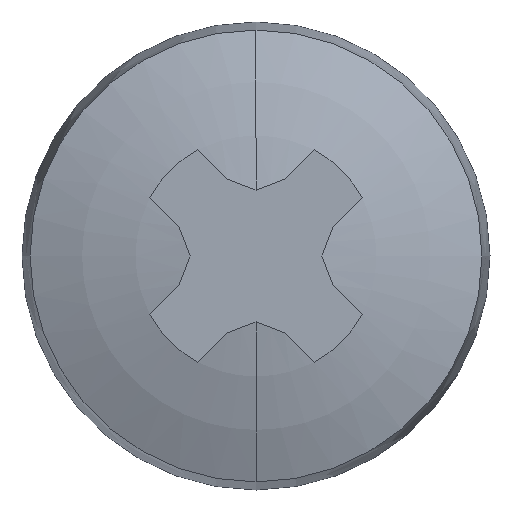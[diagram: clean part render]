
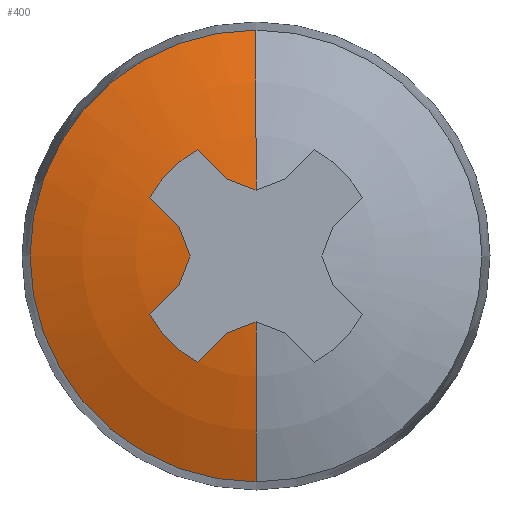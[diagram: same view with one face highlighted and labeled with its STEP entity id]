
A CAD part, left-side view. The second image highlights one B-rep face of the part: STEP entity #400.
In plain terms, the highlighted toroidal (fillet/blend) face has major radius 0.005 mm and minor radius 10.406 mm.
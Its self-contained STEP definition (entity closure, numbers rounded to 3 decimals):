
#5 = EDGE_CURVE ( 'NONE', #879, #1204, #547, .T. ) ;
#33 = CARTESIAN_POINT ( 'NONE',  ( -2.399, 0.505, 1.363 ) ) ;
#68 = ORIENTED_EDGE ( 'NONE', *, *, #189, .T. ) ;
#81 = CARTESIAN_POINT ( 'NONE',  ( -2.435, 1.169, 0. ) ) ;
#91 = FACE_OUTER_BOUND ( 'NONE', #759, .T. ) ;
#94 = CARTESIAN_POINT ( 'NONE',  ( -2.415, 1.298, -0.337 ) ) ;
#103 = CARTESIAN_POINT ( 'NONE',  ( 7.906, 0., 0. ) ) ;
#122 = CARTESIAN_POINT ( 'NONE',  ( -2.326, 1.709, 0.864 ) ) ;
#149 = CARTESIAN_POINT ( 'NONE',  ( -2.427, 1.234, -0.169 ) ) ;
#151 = EDGE_CURVE ( 'NONE', #646, #1033, #1179, .T. ) ;
#160 = B_SPLINE_CURVE_WITH_KNOTS ( 'NONE', 3,
 ( #933, #230, #223, #638 ),
 .UNSPECIFIED., .F., .F.,
 ( 4, 4 ),
 ( 0., 0.001 ),
 .UNSPECIFIED. ) ;
#175 = CARTESIAN_POINT ( 'NONE',  ( -2.277, 0., 0. ) ) ;
#183 = EDGE_CURVE ( 'NONE', #803, #879, #401, .T. ) ;
#189 = EDGE_CURVE ( 'NONE', #513, #803, #1209, .T. ) ;
#192 = ORIENTED_EDGE ( 'NONE', *, *, #5, .T. ) ;
#193 = CARTESIAN_POINT ( 'NONE',  ( -1.7, 0., -4.006 ) ) ;
#204 = CARTESIAN_POINT ( 'NONE',  ( -2.415, 1.298, 0.337 ) ) ;
#223 = CARTESIAN_POINT ( 'NONE',  ( -2.367, 1.536, -0.685 ) ) ;
#230 = CARTESIAN_POINT ( 'NONE',  ( -2.326, 1.709, -0.864 ) ) ;
#234 = ORIENTED_EDGE ( 'NONE', *, *, #603, .T. ) ;
#248 = ORIENTED_EDGE ( 'NONE', *, *, #687, .T. ) ;
#257 = VERTEX_POINT ( 'NONE', #741 ) ;
#268 = CARTESIAN_POINT ( 'NONE',  ( -2.415, 0.337, -1.298 ) ) ;
#281 = CARTESIAN_POINT ( 'NONE',  ( -2.326, 0.864, 1.709 ) ) ;
#293 = CARTESIAN_POINT ( 'NONE',  ( -2.399, 1.363, -0.505 ) ) ;
#296 = VERTEX_POINT ( 'NONE', #447 ) ;
#300 = CARTESIAN_POINT ( 'NONE',  ( -2.435, 1.169, 0. ) ) ;
#301 = EDGE_CURVE ( 'NONE', #897, #296, #534, .T. ) ;
#320 = CIRCLE ( 'NONE', #1183, 4.006 ) ;
#322 = CARTESIAN_POINT ( 'NONE',  ( -2.277, 1.042, -1.881 ) ) ;
#343 = CARTESIAN_POINT ( 'NONE',  ( -1.7, 0., 0. ) ) ;
#358 = ORIENTED_EDGE ( 'NONE', *, *, #183, .T. ) ;
#362 = VERTEX_POINT ( 'NONE', #193 ) ;
#395 = CARTESIAN_POINT ( 'NONE',  ( -2.415, 0.337, 1.298 ) ) ;
#400 = ADVANCED_FACE ( 'NONE', ( #91 ), #565, .T. ) ;
#401 = B_SPLINE_CURVE_WITH_KNOTS ( 'NONE', 3,
 ( #948, #1006, #421, #322 ),
 .UNSPECIFIED., .F., .F.,
 ( 4, 4 ),
 ( 0., 0.001 ),
 .UNSPECIFIED. ) ;
#421 = CARTESIAN_POINT ( 'NONE',  ( -2.326, 0.864, -1.709 ) ) ;
#423 = CARTESIAN_POINT ( 'NONE',  ( -2.277, 1.042, -1.881 ) ) ;
#436 = B_SPLINE_CURVE_WITH_KNOTS ( 'NONE', 3,
 ( #81, #1031, #204, #748 ),
 .UNSPECIFIED., .F., .F.,
 ( 4, 4 ),
 ( 0., 0.001 ),
 .UNSPECIFIED. ) ;
#443 = CARTESIAN_POINT ( 'NONE',  ( 7.906, 0., -0.005 ) ) ;
#447 = CARTESIAN_POINT ( 'NONE',  ( -2.277, 1.881, 1.042 ) ) ;
#456 = CIRCLE ( 'NONE', #880, 10.406 ) ;
#462 = AXIS2_PLACEMENT_3D ( 'NONE', #103, #678, #1174 ) ;
#477 = B_SPLINE_CURVE_WITH_KNOTS ( 'NONE', 3,
 ( #1050, #395, #1075, #1162 ),
 .UNSPECIFIED., .F., .F.,
 ( 4, 4 ),
 ( 0., 0.001 ),
 .UNSPECIFIED. ) ;
#480 = CARTESIAN_POINT ( 'NONE',  ( -2.399, 1.363, 0.505 ) ) ;
#507 = DIRECTION ( 'NONE',  ( 0., -1., 0. ) ) ;
#511 = CARTESIAN_POINT ( 'NONE',  ( -2.277, 0., 0. ) ) ;
#513 = VERTEX_POINT ( 'NONE', #895 ) ;
#516 = DIRECTION ( 'NONE',  ( 1., 0., 0. ) ) ;
#521 = DIRECTION ( 'NONE',  ( 0., 0., -1. ) ) ;
#534 = B_SPLINE_CURVE_WITH_KNOTS ( 'NONE', 3,
 ( #480, #1193, #122, #1028 ),
 .UNSPECIFIED., .F., .F.,
 ( 4, 4 ),
 ( 0., 0.001 ),
 .UNSPECIFIED. ) ;
#536 = CARTESIAN_POINT ( 'NONE',  ( -2.435, 1.169, 0. ) ) ;
#537 = EDGE_CURVE ( 'NONE', #1033, #257, #477, .T. ) ;
#547 = CIRCLE ( 'NONE', #572, 2.15 ) ;
#565 = TOROIDAL_SURFACE ( 'NONE', #462, 0.005, 10.406 ) ;
#572 = AXIS2_PLACEMENT_3D ( 'NONE', #511, #1213, #592 ) ;
#586 = VERTEX_POINT ( 'NONE', #293 ) ;
#591 = CARTESIAN_POINT ( 'NONE',  ( -2.435, 0., -1.169 ) ) ;
#592 = DIRECTION ( 'NONE',  ( 0., 0., -1. ) ) ;
#603 = EDGE_CURVE ( 'NONE', #749, #897, #436, .T. ) ;
#607 = CARTESIAN_POINT ( 'NONE',  ( -2.399, 0.505, -1.363 ) ) ;
#618 = ORIENTED_EDGE ( 'NONE', *, *, #965, .T. ) ;
#620 = DIRECTION ( 'NONE',  ( 0., 1., 0. ) ) ;
#622 = CARTESIAN_POINT ( 'NONE',  ( -2.277, 1.881, -1.042 ) ) ;
#638 = CARTESIAN_POINT ( 'NONE',  ( -2.399, 1.363, -0.505 ) ) ;
#639 = CARTESIAN_POINT ( 'NONE',  ( -2.399, 0.505, 1.363 ) ) ;
#646 = VERTEX_POINT ( 'NONE', #1096 ) ;
#678 = DIRECTION ( 'NONE',  ( 1., 0., 0. ) ) ;
#682 = ORIENTED_EDGE ( 'NONE', *, *, #301, .T. ) ;
#683 = ORIENTED_EDGE ( 'NONE', *, *, #799, .F. ) ;
#687 = EDGE_CURVE ( 'NONE', #1204, #586, #160, .T. ) ;
#695 = CARTESIAN_POINT ( 'NONE',  ( -2.277, 1.042, 1.881 ) ) ;
#710 = ORIENTED_EDGE ( 'NONE', *, *, #537, .T. ) ;
#716 = ORIENTED_EDGE ( 'NONE', *, *, #990, .T. ) ;
#741 = CARTESIAN_POINT ( 'NONE',  ( -2.435, 0., 1.169 ) ) ;
#747 = CARTESIAN_POINT ( 'NONE',  ( -2.399, 1.363, 0.505 ) ) ;
#748 = CARTESIAN_POINT ( 'NONE',  ( -2.399, 1.363, 0.505 ) ) ;
#749 = VERTEX_POINT ( 'NONE', #300 ) ;
#759 = EDGE_LOOP ( 'NONE', ( #710, #776, #966, #683, #68, #358, #192, #248, #618, #234, #682, #716, #1088 ) ) ;
#776 = ORIENTED_EDGE ( 'NONE', *, *, #1143, .T. ) ;
#787 = AXIS2_PLACEMENT_3D ( 'NONE', #1051, #620, #1168 ) ;
#799 = EDGE_CURVE ( 'NONE', #513, #362, #456, .T. ) ;
#803 = VERTEX_POINT ( 'NONE', #918 ) ;
#879 = VERTEX_POINT ( 'NONE', #423 ) ;
#880 = AXIS2_PLACEMENT_3D ( 'NONE', #443, #507, #521 ) ;
#884 = VERTEX_POINT ( 'NONE', #1000 ) ;
#895 = CARTESIAN_POINT ( 'NONE',  ( -2.435, 0., -1.169 ) ) ;
#897 = VERTEX_POINT ( 'NONE', #747 ) ;
#918 = CARTESIAN_POINT ( 'NONE',  ( -2.399, 0.505, -1.363 ) ) ;
#927 = CIRCLE ( 'NONE', #787, 10.406 ) ;
#930 = DIRECTION ( 'NONE',  ( 1., 0., 0. ) ) ;
#933 = CARTESIAN_POINT ( 'NONE',  ( -2.277, 1.881, -1.042 ) ) ;
#948 = CARTESIAN_POINT ( 'NONE',  ( -2.399, 0.505, -1.363 ) ) ;
#965 = EDGE_CURVE ( 'NONE', #586, #749, #1084, .T. ) ;
#966 = ORIENTED_EDGE ( 'NONE', *, *, #1010, .F. ) ;
#990 = EDGE_CURVE ( 'NONE', #296, #646, #1128, .T. ) ;
#1000 = CARTESIAN_POINT ( 'NONE',  ( -1.7, 0., 4.006 ) ) ;
#1006 = CARTESIAN_POINT ( 'NONE',  ( -2.367, 0.685, -1.536 ) ) ;
#1010 = EDGE_CURVE ( 'NONE', #362, #884, #320, .T. ) ;
#1016 = DIRECTION ( 'NONE',  ( 0., 0., -1. ) ) ;
#1028 = CARTESIAN_POINT ( 'NONE',  ( -2.277, 1.881, 1.042 ) ) ;
#1031 = CARTESIAN_POINT ( 'NONE',  ( -2.427, 1.234, 0.169 ) ) ;
#1033 = VERTEX_POINT ( 'NONE', #33 ) ;
#1046 = CARTESIAN_POINT ( 'NONE',  ( -2.427, 0.169, -1.234 ) ) ;
#1050 = CARTESIAN_POINT ( 'NONE',  ( -2.399, 0.505, 1.363 ) ) ;
#1051 = CARTESIAN_POINT ( 'NONE',  ( 7.906, 0., 0.005 ) ) ;
#1075 = CARTESIAN_POINT ( 'NONE',  ( -2.427, 0.169, 1.234 ) ) ;
#1084 = B_SPLINE_CURVE_WITH_KNOTS ( 'NONE', 3,
 ( #1086, #94, #149, #536 ),
 .UNSPECIFIED., .F., .F.,
 ( 4, 4 ),
 ( 0., 0.001 ),
 .UNSPECIFIED. ) ;
#1086 = CARTESIAN_POINT ( 'NONE',  ( -2.399, 1.363, -0.505 ) ) ;
#1088 = ORIENTED_EDGE ( 'NONE', *, *, #151, .T. ) ;
#1096 = CARTESIAN_POINT ( 'NONE',  ( -2.277, 1.042, 1.881 ) ) ;
#1122 = AXIS2_PLACEMENT_3D ( 'NONE', #175, #930, #1145 ) ;
#1128 = CIRCLE ( 'NONE', #1122, 2.15 ) ;
#1143 = EDGE_CURVE ( 'NONE', #257, #884, #927, .T. ) ;
#1145 = DIRECTION ( 'NONE',  ( 0., 0., -1. ) ) ;
#1162 = CARTESIAN_POINT ( 'NONE',  ( -2.435, 0., 1.169 ) ) ;
#1168 = DIRECTION ( 'NONE',  ( 0., 0., 1. ) ) ;
#1170 = CARTESIAN_POINT ( 'NONE',  ( -2.367, 0.685, 1.536 ) ) ;
#1174 = DIRECTION ( 'NONE',  ( 0., 0., -1. ) ) ;
#1179 = B_SPLINE_CURVE_WITH_KNOTS ( 'NONE', 3,
 ( #695, #281, #1170, #639 ),
 .UNSPECIFIED., .F., .F.,
 ( 4, 4 ),
 ( 0., 0.001 ),
 .UNSPECIFIED. ) ;
#1183 = AXIS2_PLACEMENT_3D ( 'NONE', #343, #516, #1016 ) ;
#1193 = CARTESIAN_POINT ( 'NONE',  ( -2.367, 1.536, 0.685 ) ) ;
#1204 = VERTEX_POINT ( 'NONE', #622 ) ;
#1209 = B_SPLINE_CURVE_WITH_KNOTS ( 'NONE', 3,
 ( #591, #1046, #268, #607 ),
 .UNSPECIFIED., .F., .F.,
 ( 4, 4 ),
 ( 0., 0.001 ),
 .UNSPECIFIED. ) ;
#1213 = DIRECTION ( 'NONE',  ( 1., 0., 0. ) ) ;
